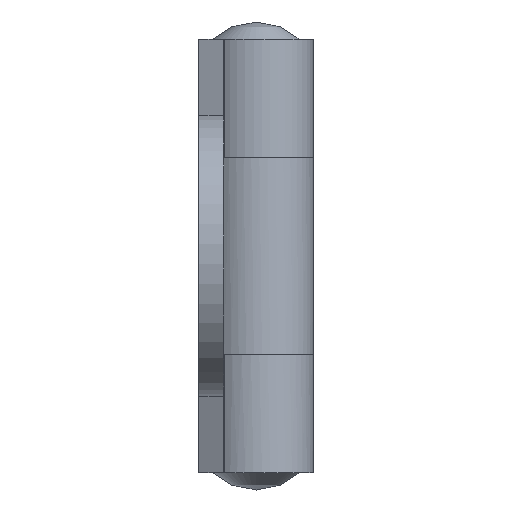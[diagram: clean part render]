
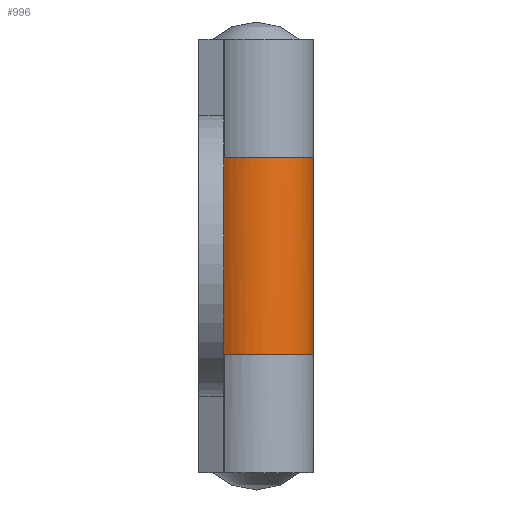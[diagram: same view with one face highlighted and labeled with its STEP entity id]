
A CAD part, left-side view. The second image highlights one B-rep face of the part: STEP entity #996.
In plain terms, the highlighted free-form (B-spline) face has degree [1, 2] with [2, 7] control points.
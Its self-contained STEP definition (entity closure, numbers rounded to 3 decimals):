
#720=CARTESIAN_POINT('',(4.403,2.95,10.9));
#721=VERTEX_POINT('',#720);
#722=CARTESIAN_POINT('',(0.,5.3,10.9));
#723=VERTEX_POINT('',#722);
#724=CARTESIAN_POINT('',(4.403,2.95,10.9));
#725=CARTESIAN_POINT('',(6.706,-0.487,10.9));
#726=CARTESIAN_POINT('',(3.93,-3.556,10.9));
#727=CARTESIAN_POINT('',(1.155,-6.624,10.9));
#728=CARTESIAN_POINT('',(-2.495,-4.676,10.9));
#729=CARTESIAN_POINT('',(-6.146,-2.728,10.9));
#730=CARTESIAN_POINT('',(-5.142,1.286,10.9));
#731=CARTESIAN_POINT('',(-4.137,5.3,10.9));
#732=CARTESIAN_POINT('',(0.0,5.3,10.9));
#740=(BOUNDED_CURVE()B_SPLINE_CURVE(2,(#724,#725,#726,#727,#728,#729,#730,#731,#732),.UNSPECIFIED.,.F.,.U.)B_SPLINE_CURVE_WITH_KNOTS((3,2,2,2,3),(0.0,0.25,0.5,0.75,1.0),.UNSPECIFIED.)CURVE()GEOMETRIC_REPRESENTATION_ITEM()RATIONAL_B_SPLINE_CURVE((1.0,0.788,1.0,0.788,1.0,0.788,1.0,0.788,1.0))REPRESENTATION_ITEM(''));
#741=EDGE_CURVE('',#721,#723,#740,.T.);
#818=CARTESIAN_POINT('',(0.,5.3,29.1));
#819=VERTEX_POINT('',#818);
#820=CARTESIAN_POINT('',(4.403,2.95,29.1));
#821=VERTEX_POINT('',#820);
#822=CARTESIAN_POINT('',(0.0,5.3,29.1));
#823=CARTESIAN_POINT('',(-4.137,5.3,29.1));
#824=CARTESIAN_POINT('',(-5.142,1.286,29.1));
#825=CARTESIAN_POINT('',(-6.146,-2.728,29.1));
#826=CARTESIAN_POINT('',(-2.495,-4.676,29.1));
#827=CARTESIAN_POINT('',(1.155,-6.624,29.1));
#828=CARTESIAN_POINT('',(3.93,-3.556,29.1));
#829=CARTESIAN_POINT('',(6.706,-0.487,29.1));
#830=CARTESIAN_POINT('',(4.403,2.95,29.1));
#838=(BOUNDED_CURVE()B_SPLINE_CURVE(2,(#822,#823,#824,#825,#826,#827,#828,#829,#830),.UNSPECIFIED.,.F.,.U.)B_SPLINE_CURVE_WITH_KNOTS((3,2,2,2,3),(0.0,0.25,0.5,0.75,1.0),.UNSPECIFIED.)CURVE()GEOMETRIC_REPRESENTATION_ITEM()RATIONAL_B_SPLINE_CURVE((1.0,0.788,1.0,0.788,1.0,0.788,1.0,0.788,1.0))REPRESENTATION_ITEM(''));
#839=EDGE_CURVE('',#819,#821,#838,.T.);
#923=CARTESIAN_POINT('',(4.403,2.95,29.1));
#924=CARTESIAN_POINT('',(4.403,2.95,10.9));
#925=QUASI_UNIFORM_CURVE('',1,(#923,#924),.UNSPECIFIED.,.F.,.U.);
#926=EDGE_CURVE('',#821,#721,#925,.T.);
#964=CARTESIAN_POINT('',(0.046,5.3,29.555));
#965=CARTESIAN_POINT('',(0.046,5.3,10.434));
#966=CARTESIAN_POINT('',(-6.538,5.357,29.555));
#967=CARTESIAN_POINT('',(-6.538,5.357,10.434));
#968=CARTESIAN_POINT('',(-5.187,-1.087,29.555));
#969=CARTESIAN_POINT('',(-5.187,-1.087,10.434));
#970=CARTESIAN_POINT('',(-3.837,-7.531,29.555));
#971=CARTESIAN_POINT('',(-3.837,-7.531,10.434));
#972=CARTESIAN_POINT('',(2.17,-4.835,29.555));
#973=CARTESIAN_POINT('',(2.17,-4.835,10.434));
#974=CARTESIAN_POINT('',(8.177,-2.14,29.555));
#975=CARTESIAN_POINT('',(8.177,-2.14,10.434));
#976=CARTESIAN_POINT('',(4.26,3.153,29.555));
#977=CARTESIAN_POINT('',(4.26,3.153,10.434));
#985=(BOUNDED_SURFACE()B_SPLINE_SURFACE(1,2,((#964,#966,#968,#970,#972,#974,#976),(#965,#967,#969,#971,#973,#975,#977)),.UNSPECIFIED.,.F.,.F.,.U.)B_SPLINE_SURFACE_WITH_KNOTS((2,2),(3,2,2,3),(0.0,19.121),(0.0,10.15,20.3,30.449),.UNSPECIFIED.)GEOMETRIC_REPRESENTATION_ITEM()RATIONAL_B_SPLINE_SURFACE(((1.0,0.627,1.0,0.627,1.0,0.627,1.0),(1.0,0.627,1.0,0.627,1.0,0.627,1.0)))REPRESENTATION_ITEM('')SURFACE());
#986=ORIENTED_EDGE('',*,*,#741,.F.);
#987=ORIENTED_EDGE('',*,*,#926,.F.);
#988=ORIENTED_EDGE('',*,*,#839,.F.);
#989=CARTESIAN_POINT('',(0.,5.3,29.1));
#990=CARTESIAN_POINT('',(0.,5.3,10.9));
#991=QUASI_UNIFORM_CURVE('',1,(#989,#990),.UNSPECIFIED.,.F.,.U.);
#992=EDGE_CURVE('',#819,#723,#991,.T.);
#993=ORIENTED_EDGE('',*,*,#992,.T.);
#994=EDGE_LOOP('',(#986,#987,#988,#993));
#995=FACE_OUTER_BOUND('',#994,.T.);
#996=ADVANCED_FACE('',(#995),#985,.T.);
